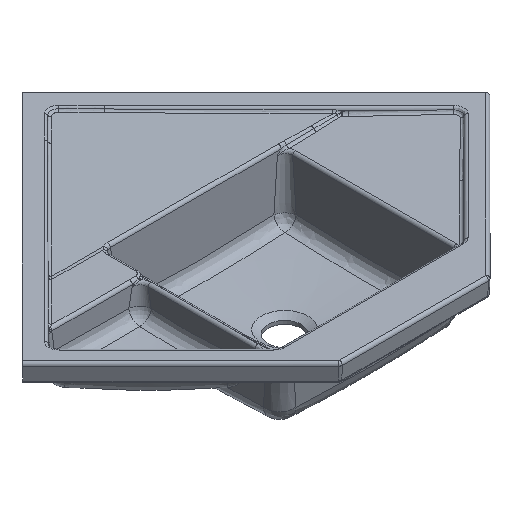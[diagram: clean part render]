
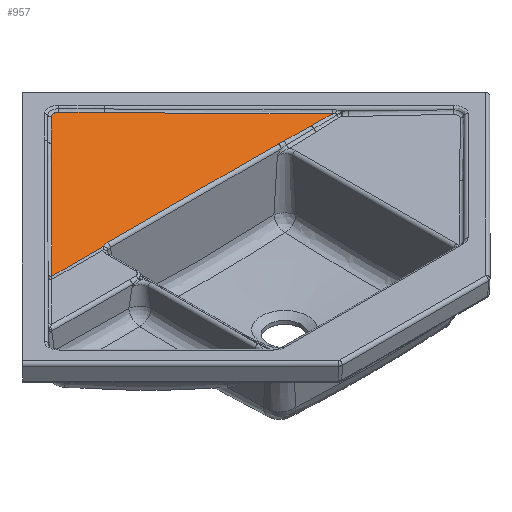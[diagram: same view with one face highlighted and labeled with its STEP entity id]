
A CAD part, isometric view. The second image highlights one B-rep face of the part: STEP entity #957.
In plain terms, the highlighted planar face has unit normal (0, -0.008, 1).
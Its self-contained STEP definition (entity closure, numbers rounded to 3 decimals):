
#98=PLANE('',#6161);
#258=LINE('',#42234,#333);
#259=LINE('',#42309,#334);
#260=LINE('',#42338,#335);
#261=LINE('',#42371,#336);
#333=VECTOR('',#6836,1.);
#334=VECTOR('',#6837,1.);
#335=VECTOR('',#6838,1.);
#336=VECTOR('',#6841,1.);
#957=ADVANCED_FACE('',(#1527),#98,.T.);
#1527=FACE_OUTER_BOUND('',#1933,.T.);
#1933=EDGE_LOOP('',(#3878,#3879,#3880,#3881,#3882,#3883,#3884,#3885,#3886,
#3887,#3888));
#3878=ORIENTED_EDGE('',*,*,#5391,.T.);
#3879=ORIENTED_EDGE('',*,*,#5392,.T.);
#3880=ORIENTED_EDGE('',*,*,#5375,.T.);
#3881=ORIENTED_EDGE('',*,*,#5377,.T.);
#3882=ORIENTED_EDGE('',*,*,#5379,.T.);
#3883=ORIENTED_EDGE('',*,*,#5381,.T.);
#3884=ORIENTED_EDGE('',*,*,#5383,.T.);
#3885=ORIENTED_EDGE('',*,*,#5384,.T.);
#3886=ORIENTED_EDGE('',*,*,#5385,.T.);
#3887=ORIENTED_EDGE('',*,*,#5387,.T.);
#3888=ORIENTED_EDGE('',*,*,#5389,.T.);
#4488=VERTEX_POINT('',#41897);
#4493=VERTEX_POINT('',#42051);
#4495=VERTEX_POINT('',#42075);
#4499=VERTEX_POINT('',#42193);
#4500=VERTEX_POINT('',#42213);
#4501=VERTEX_POINT('',#42233);
#4502=VERTEX_POINT('',#42250);
#4503=VERTEX_POINT('',#42308);
#4504=VERTEX_POINT('',#42344);
#4505=VERTEX_POINT('',#42370);
#4506=VERTEX_POINT('',#42376);
#5375=EDGE_CURVE('',#4499,#4488,#5862,.T.);
#5377=EDGE_CURVE('',#4488,#4500,#5863,.T.);
#5379=EDGE_CURVE('',#4500,#4501,#258,.T.);
#5381=EDGE_CURVE('',#4501,#4502,#5864,.T.);
#5383=EDGE_CURVE('',#4502,#4503,#259,.T.);
#5384=EDGE_CURVE('',#4503,#4493,#5865,.T.);
#5385=EDGE_CURVE('',#4493,#4495,#260,.T.);
#5387=EDGE_CURVE('',#4495,#4504,#5866,.T.);
#5389=EDGE_CURVE('',#4504,#4505,#261,.T.);
#5391=EDGE_CURVE('',#4505,#4506,#5867,.T.);
#5392=EDGE_CURVE('',#4506,#4499,#5868,.T.);
#5862=B_SPLINE_CURVE_WITH_KNOTS('',3,(#42194,#42195,#42196,#42197),
 .UNSPECIFIED.,.F.,.F.,(4,4),(0.,1.),.UNSPECIFIED.);
#5863=B_SPLINE_CURVE_WITH_KNOTS('',3,(#42214,#42215,#42216,#42217),
 .UNSPECIFIED.,.F.,.F.,(4,4),(0.,1.),.UNSPECIFIED.);
#5864=B_SPLINE_CURVE_WITH_KNOTS('',3,(#42251,#42252,#42253,#42254,#42255,
#42256),.UNSPECIFIED.,.F.,.F.,(4,2,4),(0.,0.5,1.),.UNSPECIFIED.);
#5865=B_SPLINE_CURVE_WITH_KNOTS('',3,(#42322,#42323,#42324,#42325),
 .UNSPECIFIED.,.F.,.F.,(4,4),(0.,1.),.UNSPECIFIED.);
#5866=B_SPLINE_CURVE_WITH_KNOTS('',3,(#42345,#42346,#42347,#42348),
 .UNSPECIFIED.,.F.,.F.,(4,4),(0.,1.),.UNSPECIFIED.);
#5867=B_SPLINE_CURVE_WITH_KNOTS('',3,(#42377,#42378,#42379,#42380,#42381,
#42382,#42383,#42384,#42385,#42386,#42387,#42388,#42389,#42390,#42391,#42392,
#42393,#42394),.UNSPECIFIED.,.F.,.F.,(4,1,1,1,2,2,1,1,1,2,2,4),(0.,0.25,
0.375,0.438,0.469,0.5,
0.625,0.688,0.719,0.734,
0.75,1.),.UNSPECIFIED.);
#5868=B_SPLINE_CURVE_WITH_KNOTS('',3,(#42413,#42414,#42415,#42416),
 .UNSPECIFIED.,.F.,.F.,(4,4),(0.,1.),.UNSPECIFIED.);
#6161=AXIS2_PLACEMENT_3D('',#42429,#6844,#6845);
#6836=DIRECTION('',(-0.705,0.709,0.005));
#6837=DIRECTION('',(-0.705,-0.709,-0.005));
#6838=DIRECTION('',(1.,0.,0.));
#6841=DIRECTION('',(1.,0.,0.));
#6844=DIRECTION('',(0.,-0.008,1.));
#6845=DIRECTION('',(0.,-1.,-0.008));
#41897=CARTESIAN_POINT('',(379.421,250.613,190.035));
#42051=CARTESIAN_POINT('',(-380.225,249.805,190.029));
#42075=CARTESIAN_POINT('',(-240.156,249.805,190.029));
#42193=CARTESIAN_POINT('',(323.891,251.58,190.042));
#42194=CARTESIAN_POINT('',(323.891,251.58,190.042));
#42195=CARTESIAN_POINT('',(342.401,251.258,190.04));
#42196=CARTESIAN_POINT('',(360.911,250.935,190.038));
#42197=CARTESIAN_POINT('',(379.421,250.613,190.035));
#42213=CARTESIAN_POINT('',(71.836,559.885,192.389));
#42214=CARTESIAN_POINT('',(379.421,250.613,190.035));
#42215=CARTESIAN_POINT('',(272.474,358.03,190.853));
#42216=CARTESIAN_POINT('',(169.946,461.12,191.637));
#42217=CARTESIAN_POINT('',(71.836,559.885,192.389));
#42233=CARTESIAN_POINT('',(10.325,621.803,192.86));
#42234=CARTESIAN_POINT('',(41.081,590.844,192.624));
#42250=CARTESIAN_POINT('',(-10.325,621.803,192.86));
#42251=CARTESIAN_POINT('',(10.325,621.803,192.86));
#42252=CARTESIAN_POINT('',(7.584,624.562,192.881));
#42253=CARTESIAN_POINT('',(3.867,626.107,192.893));
#42254=CARTESIAN_POINT('',(-3.878,626.104,192.893));
#42255=CARTESIAN_POINT('',(-7.59,624.556,192.881));
#42256=CARTESIAN_POINT('',(-10.325,621.803,192.86));
#42308=CARTESIAN_POINT('',(-71.836,559.885,192.389));
#42309=CARTESIAN_POINT('',(-41.081,590.844,192.624));
#42322=CARTESIAN_POINT('',(-71.836,559.885,192.389));
#42323=CARTESIAN_POINT('',(-170.194,460.871,191.635));
#42324=CARTESIAN_POINT('',(-272.99,357.511,190.849));
#42325=CARTESIAN_POINT('',(-380.225,249.805,190.029));
#42338=CARTESIAN_POINT('',(-310.19,249.805,190.029));
#42344=CARTESIAN_POINT('',(-226.008,253.534,190.057));
#42345=CARTESIAN_POINT('',(-240.156,249.805,190.029));
#42346=CARTESIAN_POINT('',(-235.864,252.244,190.048));
#42347=CARTESIAN_POINT('',(-230.992,253.534,190.057));
#42348=CARTESIAN_POINT('',(-226.008,253.534,190.057));
#42370=CARTESIAN_POINT('',(236.239,253.534,190.057));
#42371=CARTESIAN_POINT('',(5.116,253.534,190.057));
#42376=CARTESIAN_POINT('',(250.393,252.643,190.051));
#42377=CARTESIAN_POINT('',(236.239,253.534,190.057));
#42378=CARTESIAN_POINT('',(237.134,253.534,190.057));
#42379=CARTESIAN_POINT('',(238.69,253.483,190.057));
#42380=CARTESIAN_POINT('',(240.88,253.334,190.056));
#42381=CARTESIAN_POINT('',(242.068,253.237,190.055));
#42382=CARTESIAN_POINT('',(242.597,253.191,190.055));
#42383=CARTESIAN_POINT('',(242.954,253.159,190.054));
#42384=CARTESIAN_POINT('',(243.094,253.146,190.054));
#42385=CARTESIAN_POINT('',(244.215,253.042,190.054));
#42386=CARTESIAN_POINT('',(245.329,252.941,190.053));
#42387=CARTESIAN_POINT('',(246.224,252.862,190.052));
#42388=CARTESIAN_POINT('',(246.571,252.833,190.052));
#42389=CARTESIAN_POINT('',(246.698,252.823,190.052));
#42390=CARTESIAN_POINT('',(246.778,252.817,190.052));
#42391=CARTESIAN_POINT('',(246.769,252.817,190.052));
#42392=CARTESIAN_POINT('',(248.156,252.711,190.051));
#42393=CARTESIAN_POINT('',(249.336,252.655,190.051));
#42394=CARTESIAN_POINT('',(250.393,252.643,190.051));
#42413=CARTESIAN_POINT('',(250.393,252.643,190.051));
#42414=CARTESIAN_POINT('',(275.932,252.355,190.048));
#42415=CARTESIAN_POINT('',(300.432,252.,190.046));
#42416=CARTESIAN_POINT('',(323.891,251.58,190.042));
#42429=CARTESIAN_POINT('',(-384.782,628.454,192.911));
